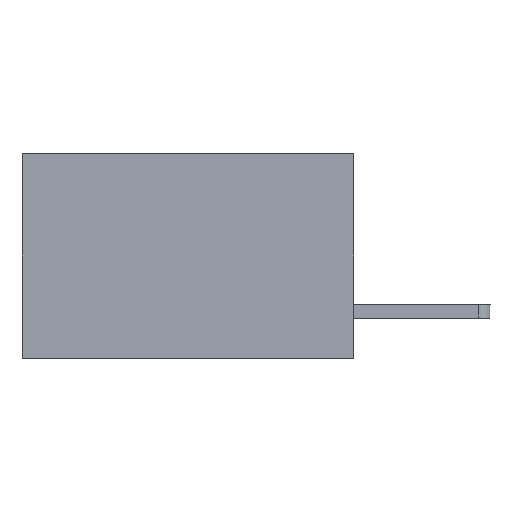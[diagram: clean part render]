
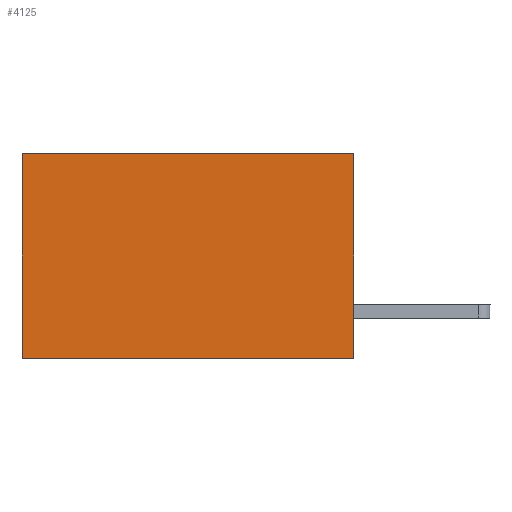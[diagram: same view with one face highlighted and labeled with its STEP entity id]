
A CAD part, left-side view. The second image highlights one B-rep face of the part: STEP entity #4125.
In plain terms, the highlighted planar face has unit normal (-1, 0, 0).
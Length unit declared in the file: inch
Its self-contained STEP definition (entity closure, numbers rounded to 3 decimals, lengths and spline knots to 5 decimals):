
#468 = EDGE_CURVE ( 'NONE', #1451, #4008, #3007, .T. ) ;
#657 = ORIENTED_EDGE ( 'NONE', *, *, #468, .T. ) ;
#1451 = VERTEX_POINT ( 'NONE', #3579 ) ;
#2042 = LINE ( 'NONE', #7129, #4739 ) ;
#2092 = ORIENTED_EDGE ( 'NONE', *, *, #4766, .T. ) ;
#2393 = DIRECTION ( 'NONE',  ( 0., 0., -1. ) ) ;
#2481 = CARTESIAN_POINT ( 'NONE',  ( 0.2875, 0.6, -0.37 ) ) ;
#2511 = DIRECTION ( 'NONE',  ( 0., 0., -1. ) ) ;
#3007 = LINE ( 'NONE', #8678, #10048 ) ;
#3579 = CARTESIAN_POINT ( 'NONE',  ( 0.2875, 0.6, 0. ) ) ;
#3724 = ORIENTED_EDGE ( 'NONE', *, *, #5322, .F. ) ;
#3956 = VECTOR ( 'NONE', #4155, 39.37008 ) ;
#4008 = VERTEX_POINT ( 'NONE', #2481 ) ;
#4125 = ADVANCED_FACE ( 'NONE', ( #8970 ), #9625, .F. ) ;
#4155 = DIRECTION ( 'NONE',  ( 0., 0., -1. ) ) ;
#4205 = CARTESIAN_POINT ( 'NONE',  ( 0.2875, 0., 0. ) ) ;
#4730 = VERTEX_POINT ( 'NONE', #6333 ) ;
#4739 = VECTOR ( 'NONE', #5637, 39.37008 ) ;
#4766 = EDGE_CURVE ( 'NONE', #8878, #1451, #2042, .T. ) ;
#5322 = EDGE_CURVE ( 'NONE', #4730, #4008, #8688, .T. ) ;
#5637 = DIRECTION ( 'NONE',  ( 0., 1., 0. ) ) ;
#5999 = DIRECTION ( 'NONE',  ( 0., 1., 0. ) ) ;
#6210 = ORIENTED_EDGE ( 'NONE', *, *, #7075, .F. ) ;
#6333 = CARTESIAN_POINT ( 'NONE',  ( 0.2875, 0., -0.37 ) ) ;
#6440 = AXIS2_PLACEMENT_3D ( 'NONE', #7233, #7968, #2511 ) ;
#6541 = LINE ( 'NONE', #7688, #3956 ) ;
#6586 = VECTOR ( 'NONE', #5999, 39.37008 ) ;
#7075 = EDGE_CURVE ( 'NONE', #8878, #4730, #6541, .T. ) ;
#7129 = CARTESIAN_POINT ( 'NONE',  ( 0.2875, 0., 0. ) ) ;
#7233 = CARTESIAN_POINT ( 'NONE',  ( 0.2875, 0., 0. ) ) ;
#7538 = EDGE_LOOP ( 'NONE', ( #657, #3724, #6210, #2092 ) ) ;
#7688 = CARTESIAN_POINT ( 'NONE',  ( 0.2875, 0., 0. ) ) ;
#7689 = CARTESIAN_POINT ( 'NONE',  ( 0.2875, 0., -0.37 ) ) ;
#7968 = DIRECTION ( 'NONE',  ( 1., 0., 0. ) ) ;
#8678 = CARTESIAN_POINT ( 'NONE',  ( 0.2875, 0.6, 0. ) ) ;
#8688 = LINE ( 'NONE', #7689, #6586 ) ;
#8878 = VERTEX_POINT ( 'NONE', #4205 ) ;
#8970 = FACE_OUTER_BOUND ( 'NONE', #7538, .T. ) ;
#9625 = PLANE ( 'NONE',  #6440 ) ;
#10048 = VECTOR ( 'NONE', #2393, 39.37008 ) ;
